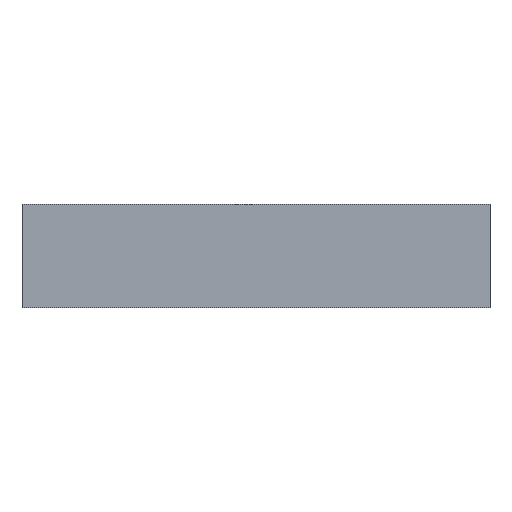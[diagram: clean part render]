
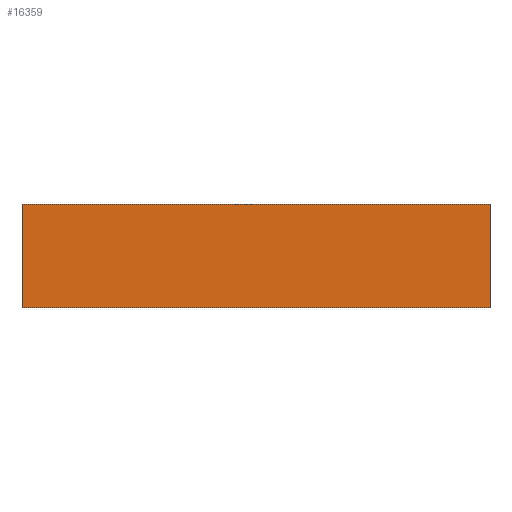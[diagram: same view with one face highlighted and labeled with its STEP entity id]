
A CAD part, front view. The second image highlights one B-rep face of the part: STEP entity #16359.
In plain terms, the highlighted planar face has unit normal (0, -1, 0).
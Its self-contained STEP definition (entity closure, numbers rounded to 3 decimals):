
#801 = LINE ( 'NONE', #14420, #5867 ) ;
#1092 = VECTOR ( 'NONE', #14745, 1000. ) ;
#1498 = DIRECTION ( 'NONE',  ( -1., 0., 0. ) ) ;
#2609 = ORIENTED_EDGE ( 'NONE', *, *, #31759, .T. ) ;
#2972 = EDGE_CURVE ( 'NONE', #4762, #18093, #801, .T. ) ;
#4762 = VERTEX_POINT ( 'NONE', #19703 ) ;
#5110 = CARTESIAN_POINT ( 'NONE',  ( 293., -10., 65. ) ) ;
#5222 = CARTESIAN_POINT ( 'NONE',  ( -293., -10., -65. ) ) ;
#5292 = CARTESIAN_POINT ( 'NONE',  ( 293., -10., -65. ) ) ;
#5867 = VECTOR ( 'NONE', #17290, 1000. ) ;
#6882 = LINE ( 'NONE', #26067, #35160 ) ;
#8221 = VERTEX_POINT ( 'NONE', #5110 ) ;
#9190 = CARTESIAN_POINT ( 'NONE',  ( -293., -10., -65. ) ) ;
#9229 = FACE_OUTER_BOUND ( 'NONE', #11802, .T. ) ;
#11802 = EDGE_LOOP ( 'NONE', ( #32402, #25726, #20125, #2609 ) ) ;
#11924 = CARTESIAN_POINT ( 'NONE',  ( 0., -10., 0. ) ) ;
#12385 = EDGE_CURVE ( 'NONE', #16172, #8221, #13688, .T. ) ;
#13688 = LINE ( 'NONE', #16732, #27443 ) ;
#14420 = CARTESIAN_POINT ( 'NONE',  ( -293., -10., 65. ) ) ;
#14428 = DIRECTION ( 'NONE',  ( 0., 0., -1. ) ) ;
#14745 = DIRECTION ( 'NONE',  ( 1., 0., 0. ) ) ;
#16172 = VERTEX_POINT ( 'NONE', #5292 ) ;
#16359 = ADVANCED_FACE ( 'NONE', ( #9229 ), #31290, .T. ) ;
#16732 = CARTESIAN_POINT ( 'NONE',  ( 293., -10., 65. ) ) ;
#17290 = DIRECTION ( 'NONE',  ( 0., 0., -1. ) ) ;
#18093 = VERTEX_POINT ( 'NONE', #5222 ) ;
#19703 = CARTESIAN_POINT ( 'NONE',  ( -293., -10., 65. ) ) ;
#20125 = ORIENTED_EDGE ( 'NONE', *, *, #12385, .T. ) ;
#23177 = LINE ( 'NONE', #9190, #1092 ) ;
#25726 = ORIENTED_EDGE ( 'NONE', *, *, #26337, .T. ) ;
#26067 = CARTESIAN_POINT ( 'NONE',  ( -293., -10., 65. ) ) ;
#26337 = EDGE_CURVE ( 'NONE', #18093, #16172, #23177, .T. ) ;
#27099 = AXIS2_PLACEMENT_3D ( 'NONE', #11924, #28774, #14428 ) ;
#27316 = DIRECTION ( 'NONE',  ( 0., 0., 1. ) ) ;
#27443 = VECTOR ( 'NONE', #27316, 1000. ) ;
#28774 = DIRECTION ( 'NONE',  ( 0., -1., 0. ) ) ;
#31290 = PLANE ( 'NONE',  #27099 ) ;
#31759 = EDGE_CURVE ( 'NONE', #8221, #4762, #6882, .T. ) ;
#32402 = ORIENTED_EDGE ( 'NONE', *, *, #2972, .T. ) ;
#35160 = VECTOR ( 'NONE', #1498, 1000. ) ;
